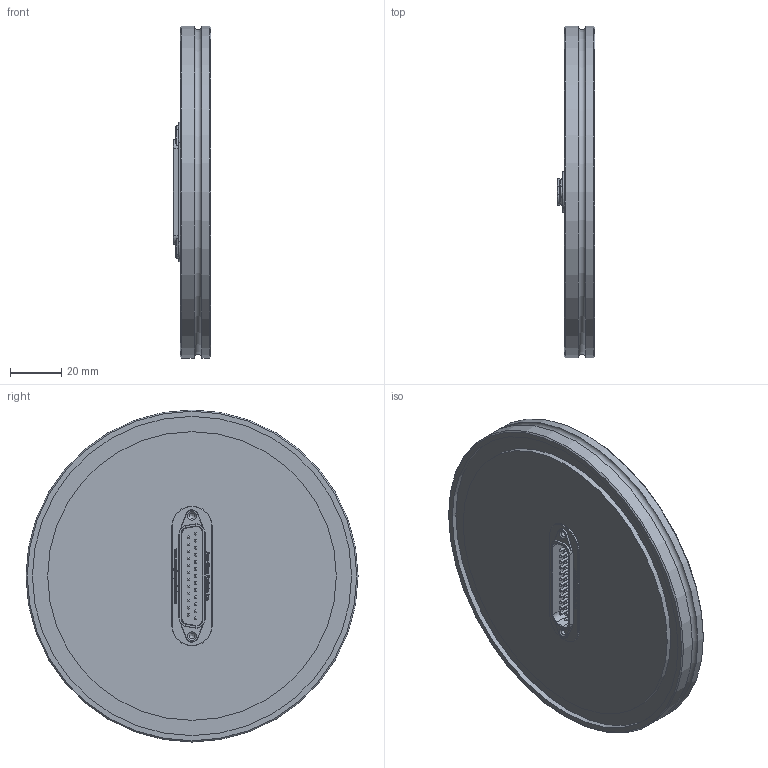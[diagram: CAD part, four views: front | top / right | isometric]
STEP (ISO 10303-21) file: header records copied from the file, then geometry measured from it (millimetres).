
FILE_DESCRIPTION(/* description */ (''),/* implementation_level */ '2;1');
FILE_NAME(/* name */ 'D25-100LF.stp',/* time_stamp */ '2017-04-03T14:28:37+01:00',/* author */ ('paul'),/* organization */ (''),/* preprocessor_version */ 'ST-DEVELOPER v16.5',/* originating_system */ 'Autodesk Inventor 2017',/* authorisation */ '');
FILE_SCHEMA (('AUTOMOTIVE_DESIGN { 1 0 10303 214 3 1 1 }'));
Length unit declared in the file: millimetre
Products named in the file (3): D25-100LF; FL-100LF; D25 Weldable
Assembly tree (2 placements, depth 2):
  D25-100LF
    FL-100LF
    D25 Weldable
Bounding box: 14.73 x 130 x 130 mm (x, y, z)
Volume: 142562.1 mm3; surface area: 41633.6 mm2
Topology: 2 solids, 2 shells, 1080 faces, 2863 edges, 1905 vertices
Faces by surface type: bspline 533, plane 425, cylinder 83, cone 38, torus 1
Full cylindrical faces by diameter (mm): 0.102 x1, 1.016 x50, 2.156 x4, 92.2 x1, 102 x1, 113 x1, 125 x1, 130 x2
Entity records: 34803 total; most frequent: CARTESIAN_POINT 11520, ORIENTED_EDGE 5574, DIRECTION 3232, EDGE_CURVE 2787, VERTEX_POINT 1901, LINE 1414, VECTOR 1414, EDGE_LOOP 1272
